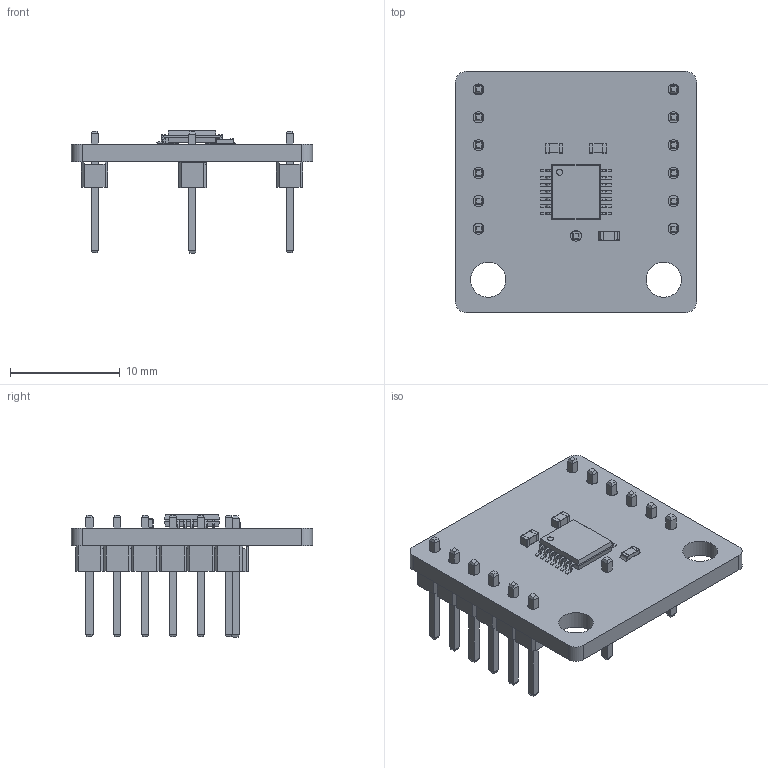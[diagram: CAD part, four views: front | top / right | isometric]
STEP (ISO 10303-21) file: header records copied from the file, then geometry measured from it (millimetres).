
FILE_DESCRIPTION(('KiCad electronic assembly'),'2;1');
FILE_NAME('IC_level_converter_3D.step','2021-09-01T15:03:36',('Pcbnew'), ('Kicad'),'Open CASCADE STEP processor 7.5','KiCad to STEP converter', 'Unknown');
FILE_SCHEMA(('AUTOMOTIVE_DESIGN { 1 0 10303 214 1 1 1 1 }'));
Length unit declared in the file: millimetre
Products named in the file (12): IC_level_converter_3D 1; 0603R; SOLID; TXS0104EPWR; COMPOUND; 0603C; 1x_Male_Pin_2.54_mm; 6x_Male_Pin_2.54_mm
Assembly tree (13 placements, depth 3):
  IC_level_converter_3D 1
    0603R
      SOLID
    TXS0104EPWR
      COMPOUND
    0603C  x2
      COMPOUND
    1x_Male_Pin_2.54_mm
      SOLID
    6x_Male_Pin_2.54_mm  x2
      COMPOUND
    COMPOUND
Bounding box: 22 x 22 x 11.2 mm (x, y, z)
Volume: 971.6 mm3; surface area: 1984.4 mm2
Topology: 37 solids, 37 shells, 808 faces, 1905 edges, 1174 vertices
Faces by surface type: bspline 783, cylinder 19, plane 6
Full cylindrical faces by diameter (mm): 1 x13, 3.2 x2
Entity records: 31961 total; most frequent: CARTESIAN_POINT 12540, B_SPLINE_CURVE_WITH_KNOTS 3488, ORIENTED_EDGE 2706, PCURVE 2706, DEFINITIONAL_REPRESENTATION 2706, EDGE_CURVE 1353, SURFACE_CURVE 1338, VERTEX_POINT 854
